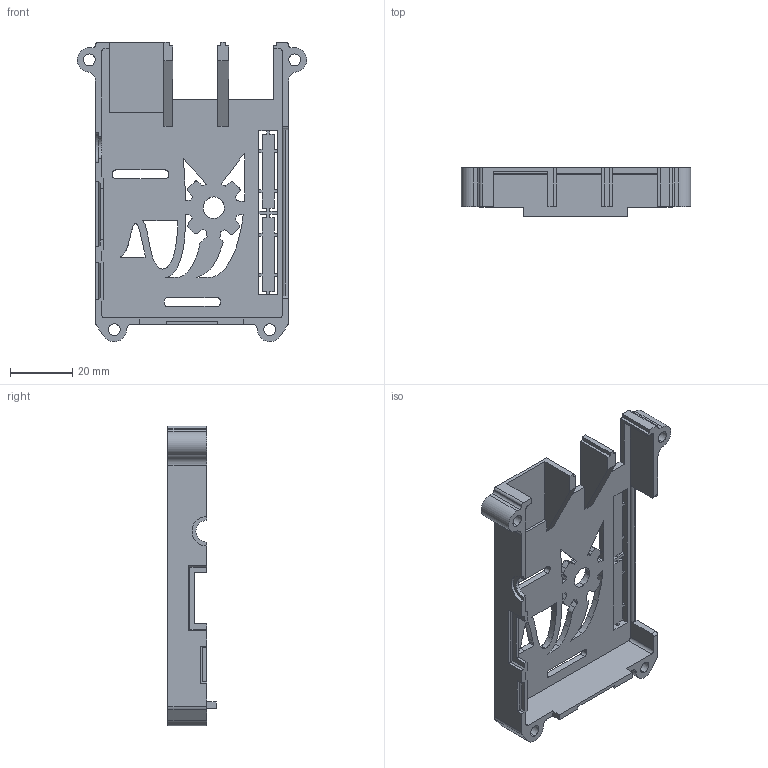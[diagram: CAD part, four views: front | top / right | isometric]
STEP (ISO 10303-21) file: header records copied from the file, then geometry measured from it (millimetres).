
FILE_DESCRIPTION(('FreeCAD Model'),'2;1');
FILE_NAME('Open CASCADE Shape Model','2021-06-12T11:46:52',('Author'),( ''),'Open CASCADE STEP processor 7.4','FreeCAD','Unknown');
FILE_SCHEMA(('AUTOMOTIVE_DESIGN { 1 0 10303 214 1 1 1 1 }'));
Length unit declared in the file: millimetre
Products named in the file (1): Cut001
Bounding box: 73.78 x 15.5 x 96.25 mm (x, y, z)
Volume: 14835.1 mm3; surface area: 16935.8 mm2
Topology: 1 solids, 1 shells, 340 faces, 1041 edges, 694 vertices
Faces by surface type: extrusion 149, plane 147, cylinder 44
Full cylindrical faces by diameter (mm): 5.8 x4
Entity records: 41882 total; most frequent: CARTESIAN_POINT 21823, DIRECTION 2801, VECTOR 2188, ORIENTED_EDGE 2078, PCURVE 2078, DEFINITIONAL_REPRESENTATION 2078, LINE 2039, B_SPLINE_CURVE_WITH_KNOTS 1043
